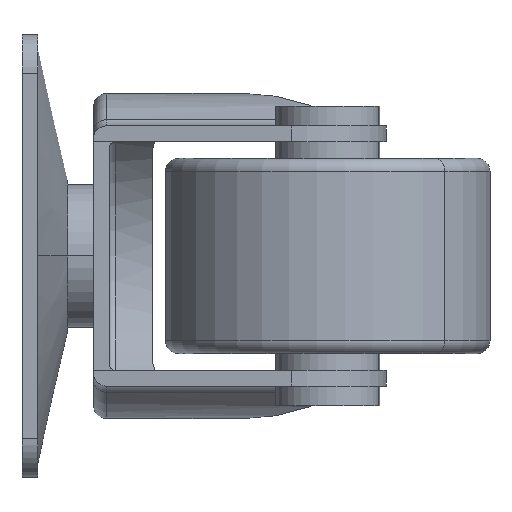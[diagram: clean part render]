
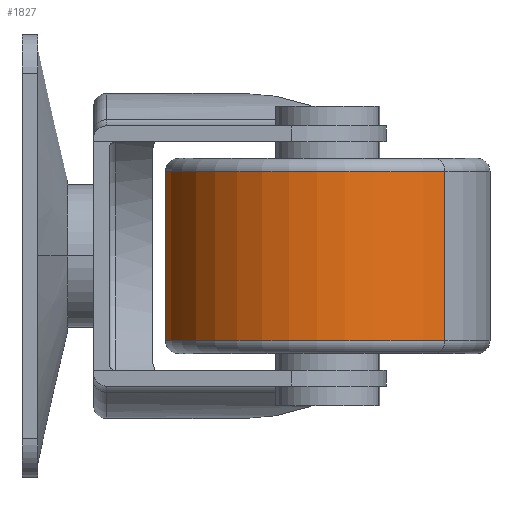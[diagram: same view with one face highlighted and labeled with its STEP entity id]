
A CAD part, left-side view. The second image highlights one B-rep face of the part: STEP entity #1827.
In plain terms, the highlighted cylindrical face has radius 12.5 mm (diameter 25 mm), a partial arc.
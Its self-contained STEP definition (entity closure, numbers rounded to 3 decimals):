
#45 = FACE_OUTER_BOUND ( 'NONE', #2370, .T. ) ;
#291 = CARTESIAN_POINT ( 'NONE',  ( -5.015, 13.498, 7.5 ) ) ;
#325 = CYLINDRICAL_SURFACE ( 'NONE', #1299, 12.5 ) ;
#400 = EDGE_CURVE ( 'NONE', #2989, #2552, #1439, .T. ) ;
#421 = DIRECTION ( 'NONE',  ( 0., 0., 1. ) ) ;
#456 = DIRECTION ( 'NONE',  ( 0., 0., -1. ) ) ;
#558 = EDGE_CURVE ( 'NONE', #2005, #2352, #3605, .T. ) ;
#675 = EDGE_CURVE ( 'NONE', #2552, #2352, #2251, .T. ) ;
#738 = CARTESIAN_POINT ( 'NONE',  ( -13.692, 4.5, 6.5 ) ) ;
#758 = CARTESIAN_POINT ( 'NONE',  ( -22.369, -4.498, 7.5 ) ) ;
#775 = DIRECTION ( 'NONE',  ( 0.694, 0.72, 0. ) ) ;
#776 = DIRECTION ( 'NONE',  ( 0., 0., -1. ) ) ;
#1100 = AXIS2_PLACEMENT_3D ( 'NONE', #738, #2093, #3545 ) ;
#1247 = ORIENTED_EDGE ( 'NONE', *, *, #675, .T. ) ;
#1299 = AXIS2_PLACEMENT_3D ( 'NONE', #2755, #456, #775 ) ;
#1429 = CARTESIAN_POINT ( 'NONE',  ( -22.369, -4.498, 6.5 ) ) ;
#1439 = LINE ( 'NONE', #291, #1588 ) ;
#1588 = VECTOR ( 'NONE', #2283, 1000. ) ;
#1707 = CARTESIAN_POINT ( 'NONE',  ( -5.015, 13.498, 6.5 ) ) ;
#1742 = CARTESIAN_POINT ( 'NONE',  ( -5.015, 13.498, -6.5 ) ) ;
#1827 = ADVANCED_FACE ( 'NONE', ( #45 ), #325, .T. ) ;
#2005 = VERTEX_POINT ( 'NONE', #1429 ) ;
#2093 = DIRECTION ( 'NONE',  ( 0., 0., -1. ) ) ;
#2119 = CARTESIAN_POINT ( 'NONE',  ( -13.692, 4.5, -6.5 ) ) ;
#2251 = CIRCLE ( 'NONE', #2757, 12.5 ) ;
#2283 = DIRECTION ( 'NONE',  ( 0., 0., -1. ) ) ;
#2285 = ORIENTED_EDGE ( 'NONE', *, *, #2326, .T. ) ;
#2326 = EDGE_CURVE ( 'NONE', #2005, #2989, #2744, .T. ) ;
#2352 = VERTEX_POINT ( 'NONE', #3289 ) ;
#2370 = EDGE_LOOP ( 'NONE', ( #2768, #2285, #2708, #1247 ) ) ;
#2508 = VECTOR ( 'NONE', #776, 1000. ) ;
#2552 = VERTEX_POINT ( 'NONE', #1742 ) ;
#2708 = ORIENTED_EDGE ( 'NONE', *, *, #400, .T. ) ;
#2744 = CIRCLE ( 'NONE', #1100, 12.5 ) ;
#2755 = CARTESIAN_POINT ( 'NONE',  ( -13.692, 4.5, 7.5 ) ) ;
#2757 = AXIS2_PLACEMENT_3D ( 'NONE', #2119, #421, #3273 ) ;
#2768 = ORIENTED_EDGE ( 'NONE', *, *, #558, .F. ) ;
#2989 = VERTEX_POINT ( 'NONE', #1707 ) ;
#3273 = DIRECTION ( 'NONE',  ( -0.694, -0.72, 0. ) ) ;
#3289 = CARTESIAN_POINT ( 'NONE',  ( -22.369, -4.498, -6.5 ) ) ;
#3545 = DIRECTION ( 'NONE',  ( -0.694, -0.72, 0. ) ) ;
#3605 = LINE ( 'NONE', #758, #2508 ) ;
